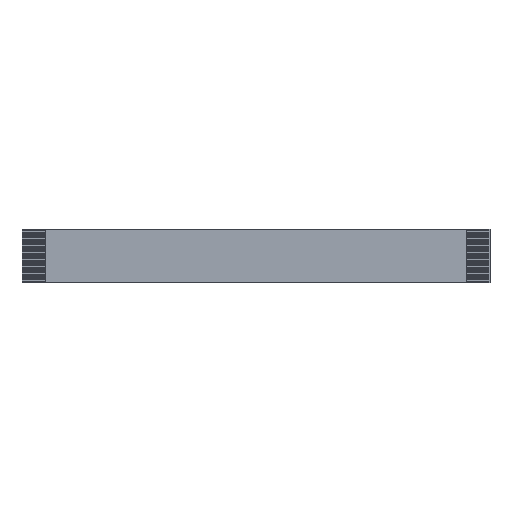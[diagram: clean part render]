
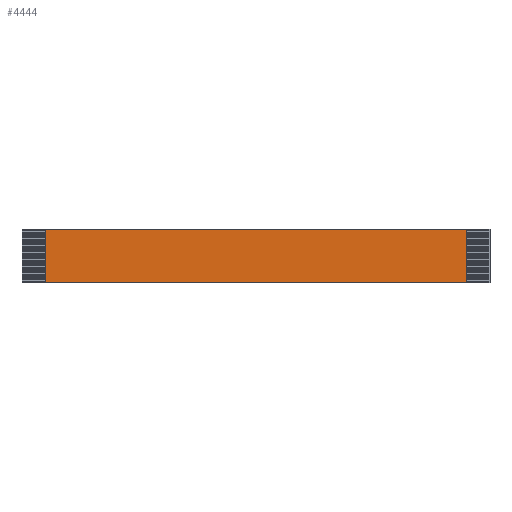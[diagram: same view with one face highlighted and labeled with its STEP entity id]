
A CAD part, top view. The second image highlights one B-rep face of the part: STEP entity #4444.
In plain terms, the highlighted planar face has unit normal (0, 0, 1).
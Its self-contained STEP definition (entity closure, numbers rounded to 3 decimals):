
#945=ORIENTED_EDGE('',*,*,#1345,.T.);
#946=ORIENTED_EDGE('',*,*,#1482,.F.);
#947=ORIENTED_EDGE('',*,*,#1342,.F.);
#948=ORIENTED_EDGE('',*,*,#1481,.T.);
#1342=EDGE_CURVE('',#1771,#1772,#2120,.T.);
#1345=EDGE_CURVE('',#1774,#1773,#2123,.T.);
#1481=EDGE_CURVE('',#1771,#1774,#2259,.T.);
#1482=EDGE_CURVE('',#1772,#1773,#2260,.T.);
#1771=VERTEX_POINT('',#6090);
#1772=VERTEX_POINT('',#6092);
#1773=VERTEX_POINT('',#6096);
#1774=VERTEX_POINT('',#6098);
#2120=LINE('',#6091,#2606);
#2123=LINE('',#6097,#2609);
#2259=LINE('',#6327,#2745);
#2260=LINE('',#6329,#2746);
#2606=VECTOR('',#5065,1000.);
#2609=VECTOR('',#5070,1000.);
#2745=VECTOR('',#5392,1000.);
#2746=VECTOR('',#5395,1000.);
#2897=EDGE_LOOP('',(#945,#946,#947,#948));
#3049=FACE_BOUND('',#2897,.T.);
#3201=PLANE('',#4603);
#4444=ADVANCED_FACE('',(#3049),#3201,.F.);
#4603=AXIS2_PLACEMENT_3D('',#6328,#5393,#5394);
#5065=DIRECTION('',(1.,0.,0.));
#5070=DIRECTION('',(1.,0.,0.));
#5392=DIRECTION('',(0.,-1.,0.));
#5393=DIRECTION('',(0.,0.,-1.));
#5394=DIRECTION('',(-1.,0.,0.));
#5395=DIRECTION('',(0.,-1.,0.));
#6090=CARTESIAN_POINT('',(-45.,5.75,0.138));
#6091=CARTESIAN_POINT('',(-45.,5.75,0.138));
#6092=CARTESIAN_POINT('',(45.,5.75,0.138));
#6096=CARTESIAN_POINT('',(45.,-5.75,0.138));
#6097=CARTESIAN_POINT('',(-45.,-5.75,0.138));
#6098=CARTESIAN_POINT('',(-45.,-5.75,0.138));
#6327=CARTESIAN_POINT('',(-45.,5.75,0.138));
#6328=CARTESIAN_POINT('',(-45.,5.75,0.138));
#6329=CARTESIAN_POINT('',(45.,5.75,0.138));
